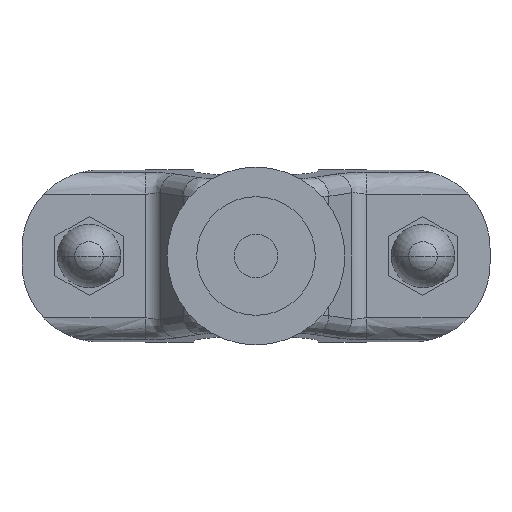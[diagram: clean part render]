
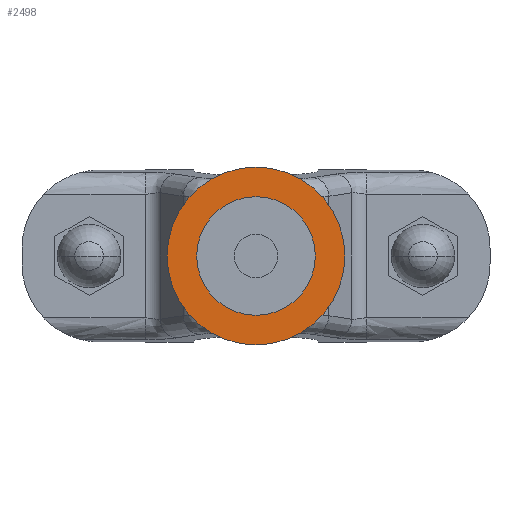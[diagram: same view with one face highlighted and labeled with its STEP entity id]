
A CAD part, front view. The second image highlights one B-rep face of the part: STEP entity #2498.
In plain terms, the highlighted planar face has unit normal (0, -1, 0).
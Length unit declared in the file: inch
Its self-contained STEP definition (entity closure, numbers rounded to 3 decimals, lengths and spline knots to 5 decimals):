
#253 = EDGE_LOOP ( 'NONE', ( #2780, #4440 ) ) ;
#256 = DIRECTION ( 'NONE',  ( 0., 0., 1. ) ) ;
#356 = CARTESIAN_POINT ( 'NONE',  ( -0.38, -1.826, 0. ) ) ;
#453 = DIRECTION ( 'NONE',  ( 0., 1., 0. ) ) ;
#576 = EDGE_CURVE ( 'NONE', #2496, #1146, #979, .T. ) ;
#621 = DIRECTION ( 'NONE',  ( 0., 1., 0. ) ) ;
#809 = DIRECTION ( 'NONE',  ( 0., 0., 1. ) ) ;
#818 = EDGE_CURVE ( 'NONE', #1146, #2496, #1653, .T. ) ;
#968 = AXIS2_PLACEMENT_3D ( 'NONE', #4162, #2968, #256 ) ;
#979 = CIRCLE ( 'NONE', #4765, 0.57 ) ;
#1000 = AXIS2_PLACEMENT_3D ( 'NONE', #356, #3093, #2691 ) ;
#1046 = DIRECTION ( 'NONE',  ( 0., 0., 1. ) ) ;
#1146 = VERTEX_POINT ( 'NONE', #4462 ) ;
#1653 = CIRCLE ( 'NONE', #968, 0.57 ) ;
#1702 = CARTESIAN_POINT ( 'NONE',  ( 0., -1.826, -0.38 ) ) ;
#1714 = DIRECTION ( 'NONE',  ( 0., 1., 0. ) ) ;
#1952 = ORIENTED_EDGE ( 'NONE', *, *, #818, .F. ) ;
#2117 = AXIS2_PLACEMENT_3D ( 'NONE', #2897, #1714, #1046 ) ;
#2242 = EDGE_CURVE ( 'NONE', #3242, #3817, #3573, .T. ) ;
#2484 = ORIENTED_EDGE ( 'NONE', *, *, #576, .F. ) ;
#2496 = VERTEX_POINT ( 'NONE', #2703 ) ;
#2498 = ADVANCED_FACE ( 'NONE', ( #4606, #4254 ), #4966, .T. ) ;
#2691 = DIRECTION ( 'NONE',  ( 0., 0., -1. ) ) ;
#2703 = CARTESIAN_POINT ( 'NONE',  ( 0., -1.826, -0.57 ) ) ;
#2780 = ORIENTED_EDGE ( 'NONE', *, *, #3017, .T. ) ;
#2897 = CARTESIAN_POINT ( 'NONE',  ( 0., -1.826, 0. ) ) ;
#2968 = DIRECTION ( 'NONE',  ( 0., 1., 0. ) ) ;
#3017 = EDGE_CURVE ( 'NONE', #3817, #3242, #4310, .T. ) ;
#3093 = DIRECTION ( 'NONE',  ( 0., -1., 0. ) ) ;
#3160 = CARTESIAN_POINT ( 'NONE',  ( 0., -1.826, 0. ) ) ;
#3242 = VERTEX_POINT ( 'NONE', #1702 ) ;
#3244 = CARTESIAN_POINT ( 'NONE',  ( 0., -1.826, 0.38 ) ) ;
#3300 = CARTESIAN_POINT ( 'NONE',  ( 0., -1.826, 0. ) ) ;
#3341 = DIRECTION ( 'NONE',  ( 0., 0., 1. ) ) ;
#3573 = CIRCLE ( 'NONE', #2117, 0.38 ) ;
#3817 = VERTEX_POINT ( 'NONE', #3244 ) ;
#4162 = CARTESIAN_POINT ( 'NONE',  ( 0., -1.826, 0. ) ) ;
#4244 = EDGE_LOOP ( 'NONE', ( #1952, #2484 ) ) ;
#4254 = FACE_OUTER_BOUND ( 'NONE', #4244, .T. ) ;
#4310 = CIRCLE ( 'NONE', #4395, 0.38 ) ;
#4395 = AXIS2_PLACEMENT_3D ( 'NONE', #3160, #453, #809 ) ;
#4440 = ORIENTED_EDGE ( 'NONE', *, *, #2242, .T. ) ;
#4462 = CARTESIAN_POINT ( 'NONE',  ( 0., -1.826, 0.57 ) ) ;
#4606 = FACE_BOUND ( 'NONE', #253, .T. ) ;
#4765 = AXIS2_PLACEMENT_3D ( 'NONE', #3300, #621, #3341 ) ;
#4966 = PLANE ( 'NONE',  #1000 ) ;
